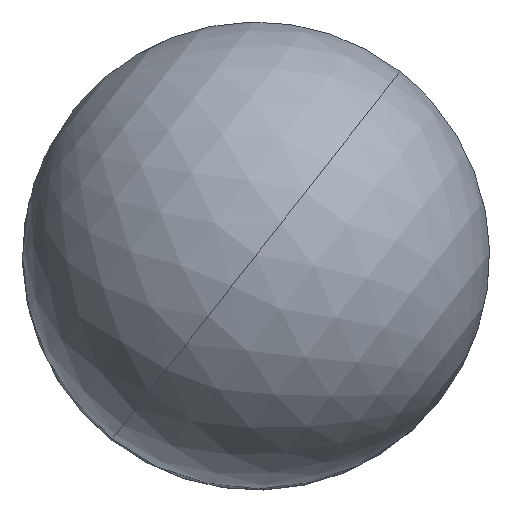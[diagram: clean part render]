
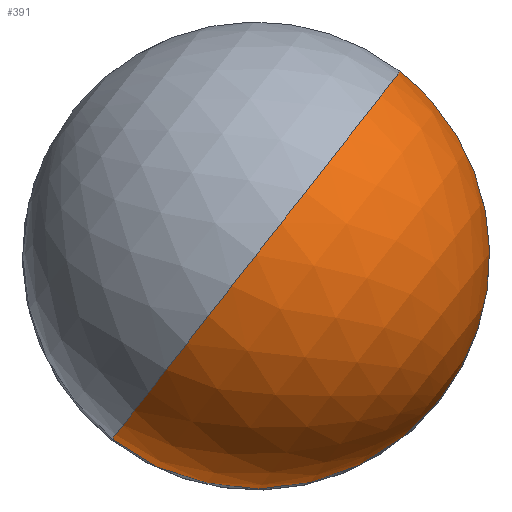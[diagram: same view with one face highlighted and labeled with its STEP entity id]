
A CAD part, top view. The second image highlights one B-rep face of the part: STEP entity #391.
In plain terms, the highlighted spherical face has radius 40 mm.
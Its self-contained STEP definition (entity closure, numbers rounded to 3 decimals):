
#10 = AXIS2_PLACEMENT_3D ( 'NONE', #311, #223, #255 ) ;
#12 = AXIS2_PLACEMENT_3D ( 'NONE', #366, #305, #332 ) ;
#15 = DIRECTION ( 'NONE',  ( 0., 0., 1. ) ) ;
#28 = ORIENTED_EDGE ( 'NONE', *, *, #97, .F. ) ;
#42 = EDGE_CURVE ( 'NONE', #239, #159, #149, .T. ) ;
#74 = CIRCLE ( 'NONE', #418, 23.263 ) ;
#97 = EDGE_CURVE ( 'NONE', #428, #159, #302, .T. ) ;
#118 = FACE_OUTER_BOUND ( 'NONE', #226, .T. ) ;
#122 = CARTESIAN_POINT ( 'NONE',  ( 14.343, 18.311, -36.273 ) ) ;
#149 = CIRCLE ( 'NONE', #12, 40. ) ;
#159 = VERTEX_POINT ( 'NONE', #411 ) ;
#161 = ORIENTED_EDGE ( 'NONE', *, *, #42, .T. ) ;
#176 = DIRECTION ( 'NONE',  ( -0.617, -0.787, 0. ) ) ;
#191 = SPHERICAL_SURFACE ( 'NONE', #10, 40. ) ;
#206 = DIRECTION ( 'NONE',  ( -0.787, 0.617, 0. ) ) ;
#209 = CARTESIAN_POINT ( 'NONE',  ( 0., -0.003, -3.733 ) ) ;
#223 = DIRECTION ( 'NONE',  ( -0.787, 0.617, 0. ) ) ;
#226 = EDGE_LOOP ( 'NONE', ( #28, #430, #161 ) ) ;
#239 = VERTEX_POINT ( 'NONE', #122 ) ;
#246 = EDGE_CURVE ( 'NONE', #428, #239, #74, .T. ) ;
#255 = DIRECTION ( 'NONE',  ( 0.617, 0.787, 0. ) ) ;
#261 = DIRECTION ( 'NONE',  ( -0.617, -0.787, 0. ) ) ;
#299 = CARTESIAN_POINT ( 'NONE',  ( -14.343, -18.318, -36.273 ) ) ;
#302 = CIRCLE ( 'NONE', #399, 40. ) ;
#305 = DIRECTION ( 'NONE',  ( 0.787, -0.617, 0. ) ) ;
#311 = CARTESIAN_POINT ( 'NONE',  ( 0., -0.003, -3.733 ) ) ;
#332 = DIRECTION ( 'NONE',  ( 0.617, 0.787, 0. ) ) ;
#343 = CARTESIAN_POINT ( 'NONE',  ( 0., -0.003, -36.273 ) ) ;
#366 = CARTESIAN_POINT ( 'NONE',  ( 0., -0.003, -3.733 ) ) ;
#391 = ADVANCED_FACE ( 'NONE', ( #118 ), #191, .T. ) ;
#399 = AXIS2_PLACEMENT_3D ( 'NONE', #209, #206, #176 ) ;
#411 = CARTESIAN_POINT ( 'NONE',  ( 0., -0.003, 36.267 ) ) ;
#418 = AXIS2_PLACEMENT_3D ( 'NONE', #343, #15, #261 ) ;
#428 = VERTEX_POINT ( 'NONE', #299 ) ;
#430 = ORIENTED_EDGE ( 'NONE', *, *, #246, .T. ) ;
